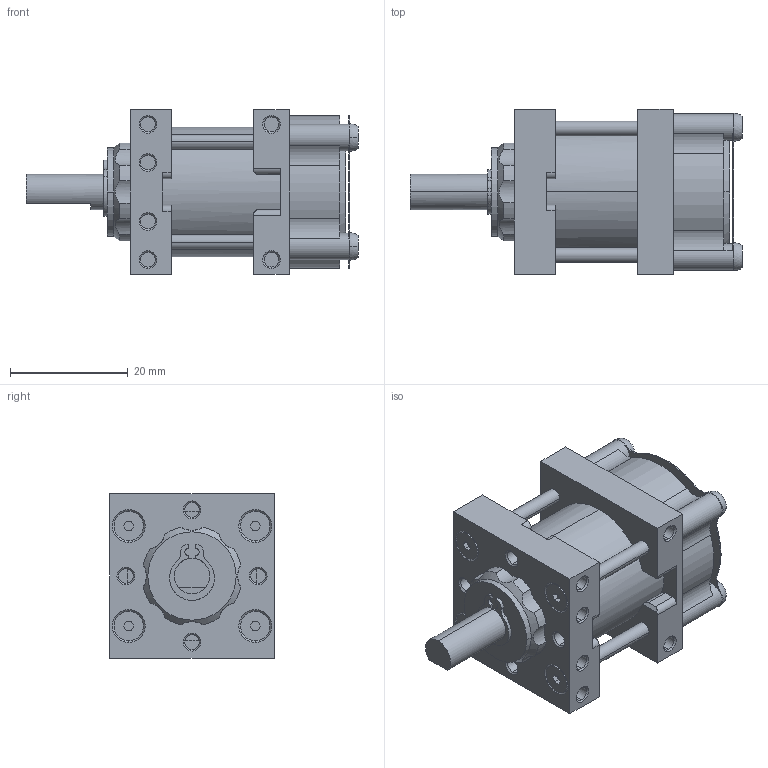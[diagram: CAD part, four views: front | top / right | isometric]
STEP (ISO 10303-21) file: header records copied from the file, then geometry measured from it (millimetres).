
FILE_DESCRIPTION((''),'2;1');
FILE_NAME('0001','2022-11-12T22:22:54',('29515'),(''),'CREO PARAMETRIC BY PTC INC, 2020053','CREO PARAMETRIC BY PTC INC, 2020053','');
FILE_SCHEMA(('CONFIG_CONTROL_DESIGN'));
Length unit declared in the file: millimetre
Products named in the file (1): 0001
Bounding box: 56.4 x 28 x 28 mm (x, y, z)
Volume: 21902.9 mm3; surface area: 8987.3 mm2
Topology: 1 solids, 1 shells, 380 faces, 1069 edges, 707 vertices
Faces by surface type: cylinder 164, plane 148, cone 60, sphere 8
Entity records: 12675 total; most frequent: DIRECTION 2344, CARTESIAN_POINT 2293, ORIENTED_EDGE 2122, EDGE_CURVE 1061, AXIS2_PLACEMENT_3D 919, VERTEX_POINT 707, CIRCLE 539, VECTOR 506
